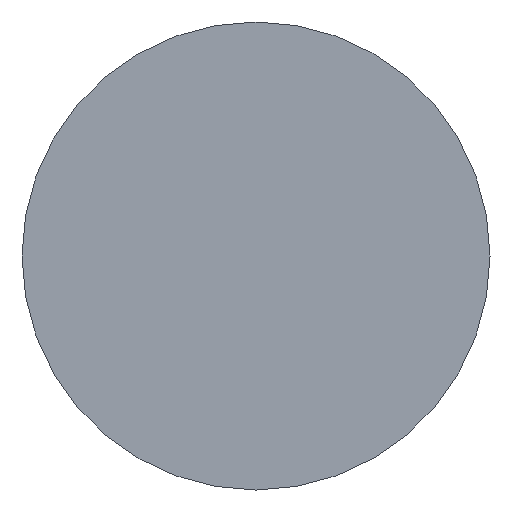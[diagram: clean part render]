
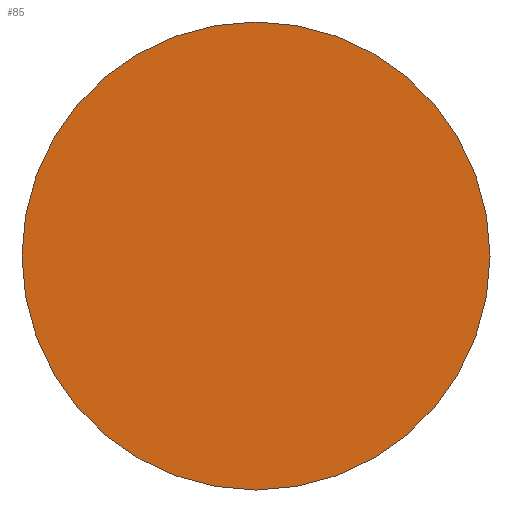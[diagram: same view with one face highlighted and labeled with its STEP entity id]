
A CAD part, front view. The second image highlights one B-rep face of the part: STEP entity #85.
In plain terms, the highlighted planar face has unit normal (0, -1, 0).
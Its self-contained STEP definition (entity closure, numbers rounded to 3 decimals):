
#18=PLANE('',#111);
#26=FACE_OUTER_BOUND('',#33,.T.);
#33=EDGE_LOOP('',(#78));
#43=CIRCLE('',#105,2.46);
#49=VERTEX_POINT('',#151);
#57=EDGE_CURVE('',#49,#49,#43,.T.);
#78=ORIENTED_EDGE('',*,*,#57,.T.);
#85=ADVANCED_FACE('',(#26),#18,.T.);
#105=AXIS2_PLACEMENT_3D('',#153,#126,#127);
#111=AXIS2_PLACEMENT_3D('',#162,#139,#140);
#126=DIRECTION('center_axis',(0.,-1.,0.));
#127=DIRECTION('ref_axis',(1.,0.,0.));
#139=DIRECTION('center_axis',(0.,-1.,0.));
#140=DIRECTION('ref_axis',(-1.,0.,0.));
#151=CARTESIAN_POINT('',(-2.46,11.65,5.375));
#153=CARTESIAN_POINT('Origin',(0.,11.65,5.375));
#162=CARTESIAN_POINT('Origin',(0.,11.65,5.375));
